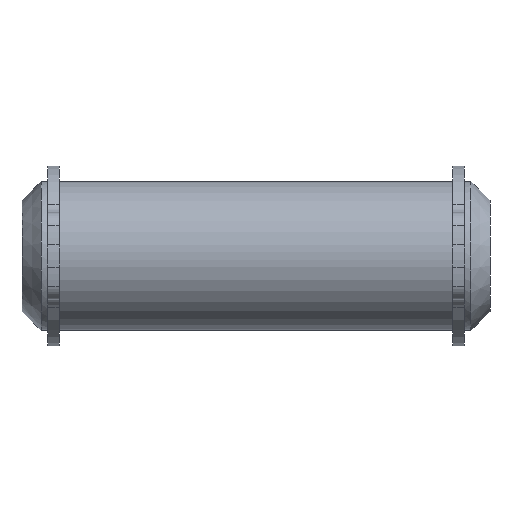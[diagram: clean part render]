
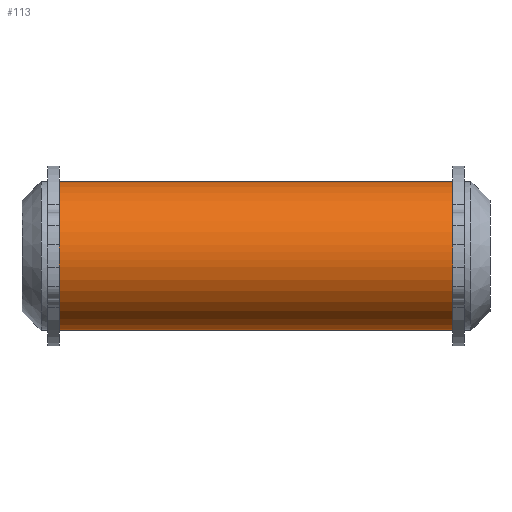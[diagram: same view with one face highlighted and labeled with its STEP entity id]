
A CAD part, front view. The second image highlights one B-rep face of the part: STEP entity #113.
In plain terms, the highlighted cylindrical face has radius 7 mm (diameter 14 mm), a full revolution.
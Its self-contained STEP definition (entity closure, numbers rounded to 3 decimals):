
#113 = ADVANCED_FACE( '', ( #247, #248 ), #249, .T. );
#247 = FACE_OUTER_BOUND( '', #388, .T. );
#248 = FACE_OUTER_BOUND( '', #389, .T. );
#249 = CYLINDRICAL_SURFACE( '', #390, 7. );
#388 = EDGE_LOOP( '', ( #657, #658 ) );
#389 = EDGE_LOOP( '', ( #659, #660 ) );
#390 = AXIS2_PLACEMENT_3D( '', #661, #662, #663 );
#657 = ORIENTED_EDGE( '', *, *, #795, .F. );
#658 = ORIENTED_EDGE( '', *, *, #873, .F. );
#659 = ORIENTED_EDGE( '', *, *, #863, .T. );
#660 = ORIENTED_EDGE( '', *, *, #781, .T. );
#661 = CARTESIAN_POINT( '', ( 22., 0., 0. ) );
#662 = DIRECTION( '', ( -1., 0., 0. ) );
#663 = DIRECTION( '', ( 0., 0., -1. ) );
#781 = EDGE_CURVE( '', #920, #921, #922, .T. );
#795 = EDGE_CURVE( '', #944, #947, #948, .T. );
#863 = EDGE_CURVE( '', #921, #920, #1049, .T. );
#873 = EDGE_CURVE( '', #947, #944, #1060, .T. );
#920 = VERTEX_POINT( '', #1113 );
#921 = VERTEX_POINT( '', #1114 );
#922 = CIRCLE( '', #1115, 7. );
#944 = VERTEX_POINT( '', #1139 );
#947 = VERTEX_POINT( '', #1143 );
#948 = CIRCLE( '', #1144, 7. );
#1049 = CIRCLE( '', #1263, 7. );
#1060 = CIRCLE( '', #1278, 7. );
#1113 = CARTESIAN_POINT( '', ( -18.5, -6.921, -1.05 ) );
#1114 = CARTESIAN_POINT( '', ( -18.5, -6.921, 1.05 ) );
#1115 = AXIS2_PLACEMENT_3D( '', #1326, #1327, #1328 );
#1139 = CARTESIAN_POINT( '', ( 18.5, -6.921, -1.05 ) );
#1143 = CARTESIAN_POINT( '', ( 18.5, -6.921, 1.05 ) );
#1144 = AXIS2_PLACEMENT_3D( '', #1359, #1360, #1361 );
#1263 = AXIS2_PLACEMENT_3D( '', #1476, #1477, #1478 );
#1278 = AXIS2_PLACEMENT_3D( '', #1486, #1487, #1488 );
#1326 = CARTESIAN_POINT( '', ( -18.5, 0., 0. ) );
#1327 = DIRECTION( '', ( 1., 0., 0. ) );
#1328 = DIRECTION( '', ( 0., 0., -1. ) );
#1359 = CARTESIAN_POINT( '', ( 18.5, 0., 0. ) );
#1360 = DIRECTION( '', ( 1., 0., 0. ) );
#1361 = DIRECTION( '', ( 0., 0., -1. ) );
#1476 = CARTESIAN_POINT( '', ( -18.5, 0., 0. ) );
#1477 = DIRECTION( '', ( 1., 0., 0. ) );
#1478 = DIRECTION( '', ( 0., 0., -1. ) );
#1486 = CARTESIAN_POINT( '', ( 18.5, 0., 0. ) );
#1487 = DIRECTION( '', ( 1., 0., 0. ) );
#1488 = DIRECTION( '', ( 0., 0., -1. ) );
